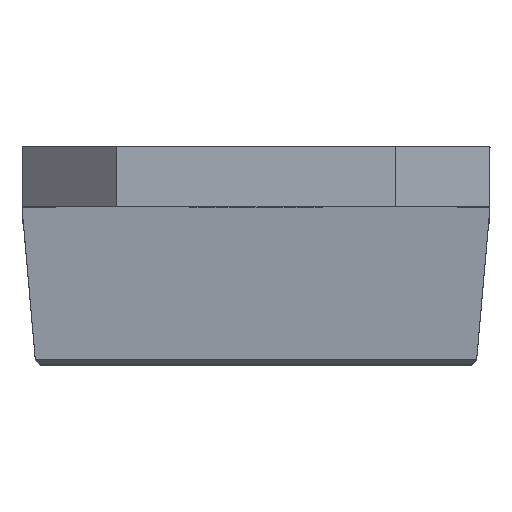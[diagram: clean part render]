
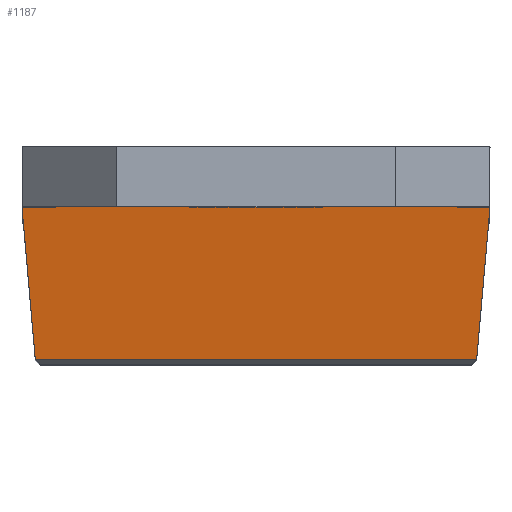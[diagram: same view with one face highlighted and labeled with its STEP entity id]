
A CAD part, top view. The second image highlights one B-rep face of the part: STEP entity #1187.
In plain terms, the highlighted planar face has unit normal (0, -0.122, 0.993).
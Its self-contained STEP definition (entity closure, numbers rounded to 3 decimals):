
#72=FACE_OUTER_BOUND('',#136,.T.);
#136=EDGE_LOOP('',(#834,#835,#836,#837,#838,#839,#840,#841,#842,#843));
#196=LINE('',#1719,#356);
#202=LINE('',#1731,#362);
#205=LINE('',#1736,#365);
#211=LINE('',#1748,#371);
#215=LINE('',#1757,#375);
#217=LINE('',#1762,#377);
#222=LINE('',#1770,#382);
#223=LINE('',#1773,#383);
#224=LINE('',#1775,#384);
#225=LINE('',#1776,#385);
#356=VECTOR('',#1395,10.);
#362=VECTOR('',#1405,10.);
#365=VECTOR('',#1410,10.);
#371=VECTOR('',#1420,10.);
#375=VECTOR('',#1428,10.);
#377=VECTOR('',#1432,10.);
#382=VECTOR('',#1439,10.);
#383=VECTOR('',#1442,10.);
#384=VECTOR('',#1443,10.);
#385=VECTOR('',#1444,10.);
#516=VERTEX_POINT('',#1716);
#517=VERTEX_POINT('',#1718);
#521=VERTEX_POINT('',#1730);
#522=VERTEX_POINT('',#1735);
#526=VERTEX_POINT('',#1747);
#529=VERTEX_POINT('',#1756);
#530=VERTEX_POINT('',#1760);
#531=VERTEX_POINT('',#1761);
#534=VERTEX_POINT('',#1772);
#535=VERTEX_POINT('',#1774);
#626=EDGE_CURVE('',#516,#517,#196,.T.);
#632=EDGE_CURVE('',#517,#521,#202,.T.);
#635=EDGE_CURVE('',#521,#522,#205,.T.);
#641=EDGE_CURVE('',#526,#522,#211,.T.);
#645=EDGE_CURVE('',#529,#526,#215,.T.);
#647=EDGE_CURVE('',#530,#531,#217,.T.);
#652=EDGE_CURVE('',#516,#530,#222,.T.);
#653=EDGE_CURVE('',#534,#531,#223,.T.);
#654=EDGE_CURVE('',#535,#534,#224,.T.);
#655=EDGE_CURVE('',#535,#529,#225,.T.);
#834=ORIENTED_EDGE('',*,*,#626,.F.);
#835=ORIENTED_EDGE('',*,*,#652,.T.);
#836=ORIENTED_EDGE('',*,*,#647,.T.);
#837=ORIENTED_EDGE('',*,*,#653,.F.);
#838=ORIENTED_EDGE('',*,*,#654,.F.);
#839=ORIENTED_EDGE('',*,*,#655,.T.);
#840=ORIENTED_EDGE('',*,*,#645,.T.);
#841=ORIENTED_EDGE('',*,*,#641,.T.);
#842=ORIENTED_EDGE('',*,*,#635,.F.);
#843=ORIENTED_EDGE('',*,*,#632,.F.);
#1124=PLANE('',#1315);
#1187=ADVANCED_FACE('',(#72),#1124,.T.);
#1315=AXIS2_PLACEMENT_3D('',#1771,#1440,#1441);
#1395=DIRECTION('',(-0.735,-0.673,-0.083));
#1405=DIRECTION('',(-1.,0.,0.));
#1410=DIRECTION('',(-0.735,0.673,0.083));
#1420=DIRECTION('',(0.086,-0.989,-0.122));
#1428=DIRECTION('',(1.,0.,0.));
#1432=DIRECTION('',(1.,0.,0.));
#1439=DIRECTION('',(0.087,0.989,0.122));
#1440=DIRECTION('center_axis',(0.,-0.122,0.993));
#1441=DIRECTION('ref_axis',(1.,0.,0.));
#1442=DIRECTION('',(0.,-0.993,-0.122));
#1443=DIRECTION('',(1.,0.,0.));
#1444=DIRECTION('',(0.,-0.993,-0.122));
#1716=CARTESIAN_POINT('',(9.617,-1.95,13.645));
#1718=CARTESIAN_POINT('',(9.617,-1.951,13.645));
#1719=CARTESIAN_POINT('',(9.617,-1.95,13.645));
#1730=CARTESIAN_POINT('',(0.282,-1.951,13.645));
#1731=CARTESIAN_POINT('',(9.617,-1.951,13.645));
#1735=CARTESIAN_POINT('',(0.282,-1.95,13.645));
#1736=CARTESIAN_POINT('',(0.282,-1.951,13.645));
#1747=CARTESIAN_POINT('',(0.031,0.928,14.));
#1748=CARTESIAN_POINT('',(0.031,0.928,14.));
#1756=CARTESIAN_POINT('',(0.,0.928,14.));
#1757=CARTESIAN_POINT('',(0.,0.928,14.));
#1760=CARTESIAN_POINT('',(9.869,0.928,14.));
#1761=CARTESIAN_POINT('',(9.9,0.928,14.));
#1762=CARTESIAN_POINT('',(9.869,0.928,14.));
#1770=CARTESIAN_POINT('',(9.617,-1.95,13.645));
#1771=CARTESIAN_POINT('Origin',(-0.01,0.3,13.923));
#1772=CARTESIAN_POINT('',(9.9,2.55,14.2));
#1773=CARTESIAN_POINT('',(9.9,2.55,14.2));
#1774=CARTESIAN_POINT('',(0.,2.55,14.2));
#1775=CARTESIAN_POINT('',(0.,2.55,14.2));
#1776=CARTESIAN_POINT('',(0.,2.55,14.2));
